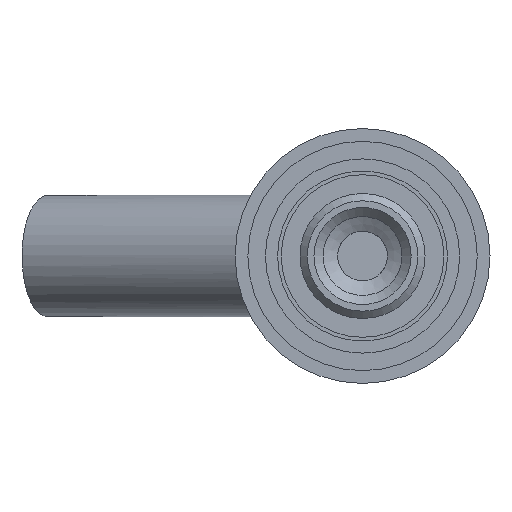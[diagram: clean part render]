
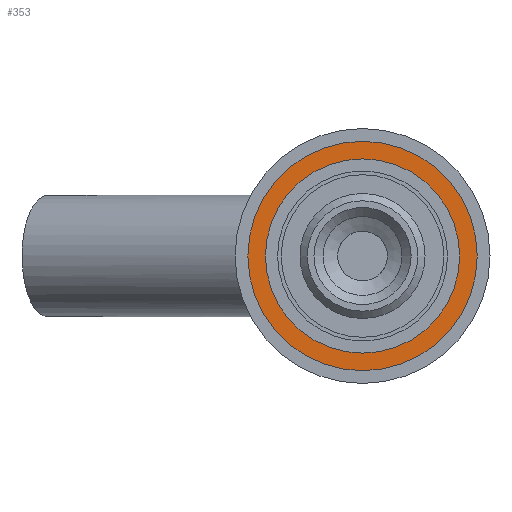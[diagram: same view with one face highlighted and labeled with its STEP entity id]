
A CAD part, front view. The second image highlights one B-rep face of the part: STEP entity #353.
In plain terms, the highlighted planar face has unit normal (0, -1, 0).
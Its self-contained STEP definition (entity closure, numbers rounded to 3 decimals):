
#353 = ADVANCED_FACE( '', ( #910, #911 ), #912, .T. );
#910 = FACE_BOUND( '', #1673, .T. );
#911 = FACE_OUTER_BOUND( '', #1674, .T. );
#912 = PLANE( '', #1675 );
#1673 = EDGE_LOOP( '', ( #2721 ) );
#1674 = EDGE_LOOP( '', ( #2722 ) );
#1675 = AXIS2_PLACEMENT_3D( '', #2723, #2724, #2725 );
#2721 = ORIENTED_EDGE( '', *, *, #3807, .F. );
#2722 = ORIENTED_EDGE( '', *, *, #3821, .T. );
#2723 = CARTESIAN_POINT( '', ( 26.698, -12.306, -1.284 ) );
#2724 = DIRECTION( '', ( 0., -1., 0. ) );
#2725 = DIRECTION( '', ( -0.672, 0., 0.74 ) );
#3807 = EDGE_CURVE( '', #4255, #4255, #4256, .F. );
#3821 = EDGE_CURVE( '', #4279, #4279, #4280, .F. );
#4255 = VERTEX_POINT( '', #4891 );
#4256 = CIRCLE( '', #4892, 16. );
#4279 = VERTEX_POINT( '', #4919 );
#4280 = CIRCLE( '', #4920, 18.9 );
#4891 = CARTESIAN_POINT( '', ( 0., -12.306, 16. ) );
#4892 = AXIS2_PLACEMENT_3D( '', #6149, #6150, #6151 );
#4919 = CARTESIAN_POINT( '', ( -18.9, -12.306, 0. ) );
#4920 = AXIS2_PLACEMENT_3D( '', #6171, #6172, #6173 );
#6149 = CARTESIAN_POINT( '', ( 0., -12.306, 0. ) );
#6150 = DIRECTION( '', ( 0., 1., 0. ) );
#6151 = DIRECTION( '', ( 0., 0., 1. ) );
#6171 = CARTESIAN_POINT( '', ( 0., -12.306, 0. ) );
#6172 = DIRECTION( '', ( 0., 1., 0. ) );
#6173 = DIRECTION( '', ( -1., 0., 0. ) );
